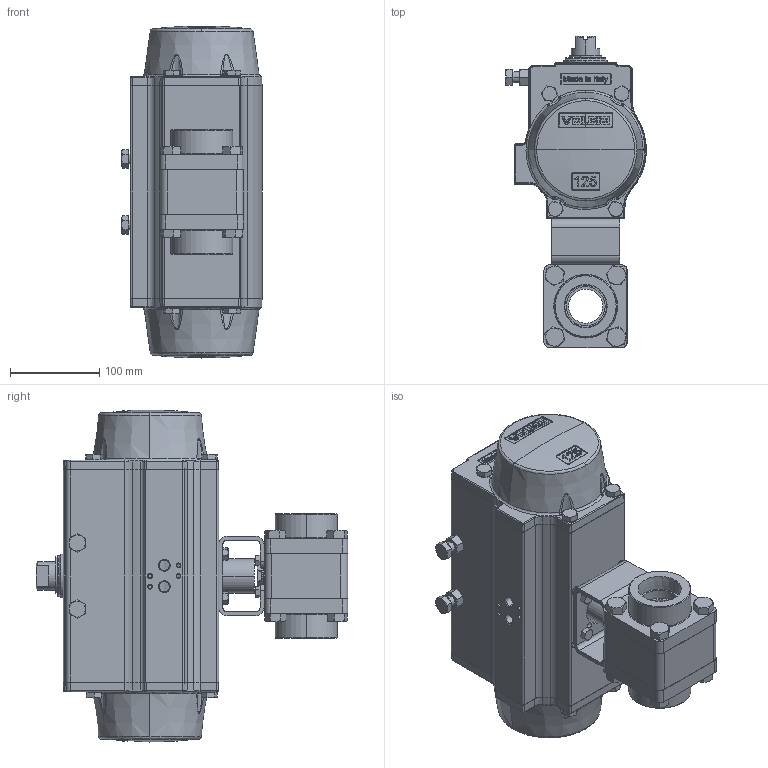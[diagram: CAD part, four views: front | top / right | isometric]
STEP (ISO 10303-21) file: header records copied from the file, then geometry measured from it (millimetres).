
FILE_DESCRIPTION (( 'STEP AP203' ), '1' );
FILE_NAME ('3000F-150-PT_UT-4.STEP', '2017-10-25T14:06:27', ( '' ), ( '' ), 'SwSTEP 2.0', 'SolidWorks 2014', '' );
FILE_SCHEMA (( 'CONFIG_CONTROL_DESIGN' ));
Length unit declared in the file: inch
Products named in the file (1): 3000F-150-PT_UT-4
Bounding box: 157.27 x 348.93 x 371.83 mm (x, y, z)
Surface area: 363918.7 mm2 (no closed solid volume)
Topology: 0 solids, 41 shells, 1343 faces, 4325 edges, 2916 vertices
Faces by surface type: plane 516, bspline 300, cone 254, cylinder 225, sphere 42, torus 6
Entity records: 69281 total; most frequent: CARTESIAN_POINT 34418, ORIENTED_EDGE 7150, DIRECTION 6556, EDGE_CURVE 4310, VERTEX_POINT 2916, AXIS2_PLACEMENT_3D 2448, LINE 1660, VECTOR 1660
